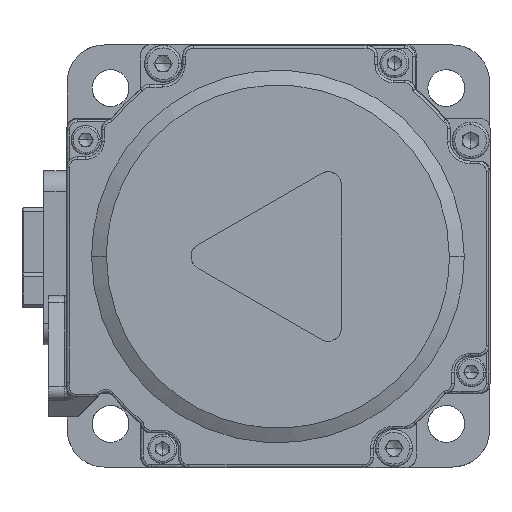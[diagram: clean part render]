
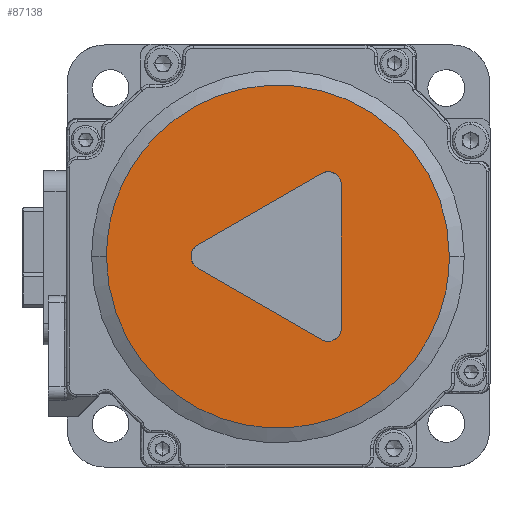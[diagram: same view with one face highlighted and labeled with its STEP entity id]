
A CAD part, left-side view. The second image highlights one B-rep face of the part: STEP entity #87138.
In plain terms, the highlighted free-form (B-spline) face has degree [1, 1] with [2, 2] control points.
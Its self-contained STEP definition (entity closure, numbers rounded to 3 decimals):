
#145 = FACE_OUTER_BOUND ( 'NONE', #23845, .T. ) ;
#1888 =( BOUNDED_CURVE ( )  B_SPLINE_CURVE ( 3, ( #103331, #15616, #111844, #77159, #111271, #33252, #60037 ),
 .UNSPECIFIED., .F., .F. ) 
 B_SPLINE_CURVE_WITH_KNOTS ( ( 4, 3, 4 ),
 ( -3.142, -1.571, 0. ),
 .UNSPECIFIED. ) 
 CURVE ( )  GEOMETRIC_REPRESENTATION_ITEM ( )  RATIONAL_B_SPLINE_CURVE ( ( 1., 0.805, 0.805, 1., 0.805, 0.805, 1. ) ) 
 REPRESENTATION_ITEM ( '' )  );
#5615 = VERTEX_POINT ( 'NONE', #93864 ) ;
#6672 = CARTESIAN_POINT ( 'NONE',  ( 0., 32.5, 0. ) ) ;
#6780 = ORIENTED_EDGE ( 'NONE', *, *, #22834, .F. ) ;
#8152 = CARTESIAN_POINT ( 'NONE',  ( 0., 32.89, -32.89 ) ) ;
#8353 = B_SPLINE_SURFACE_WITH_KNOTS ( 'NONE', 1, 1, ( 
 ( #86279, #34936 ),
 ( #58913, #8152 ) ),
 .UNSPECIFIED., .F., .F., .F.,
 ( 2, 2 ),
 ( 2, 2 ),
 ( 0., 1. ),
 ( 0., 1. ),
 .UNSPECIFIED. ) ;
#11077 = CARTESIAN_POINT ( 'NONE',  ( 0., -10.999, 16.07 ) ) ;
#13792 =( BOUNDED_CURVE ( )  B_SPLINE_CURVE ( 3, ( #30903, #82806, #73704, #13806 ),
 .UNSPECIFIED., .F., .F. ) 
 B_SPLINE_CURVE_WITH_KNOTS ( ( 4, 4 ),
 ( -3.142, 0. ),
 .UNSPECIFIED. ) 
 CURVE ( )  GEOMETRIC_REPRESENTATION_ITEM ( )  RATIONAL_B_SPLINE_CURVE ( ( 1., 0.333, 0.333, 1. ) ) 
 REPRESENTATION_ITEM ( '' )  );
#13806 = CARTESIAN_POINT ( 'NONE',  ( 0., 32.5, 0. ) ) ;
#13971 = CARTESIAN_POINT ( 'NONE',  ( 0., 15.219, 2.165 ) ) ;
#14958 = EDGE_CURVE ( 'NONE', #99904, #37867, #111394, .T. ) ;
#15319 = CARTESIAN_POINT ( 'NONE',  ( 0., -8.285, 15.735 ) ) ;
#15616 = CARTESIAN_POINT ( 'NONE',  ( 0., 32.5, 19.038 ) ) ;
#22834 = EDGE_CURVE ( 'NONE', #5615, #63458, #13792, .T. ) ;
#23845 = EDGE_LOOP ( 'NONE', ( #24407, #6780 ) ) ;
#24407 = ORIENTED_EDGE ( 'NONE', *, *, #97875, .F. ) ;
#25272 = ORIENTED_EDGE ( 'NONE', *, *, #82668, .F. ) ;
#27250 = EDGE_LOOP ( 'NONE', ( #68475, #32031, #65627, #35667, #93168, #43134, #25272 ) ) ;
#30275 = CARTESIAN_POINT ( 'NONE',  ( 0., -12.035, 13.57 ) ) ;
#30903 = CARTESIAN_POINT ( 'NONE',  ( 0., -32.5, 0. ) ) ;
#30951 = CARTESIAN_POINT ( 'NONE',  ( 0., -8.285, -15.735 ) ) ;
#31328 = CARTESIAN_POINT ( 'NONE',  ( 0., -8.285, 15.735 ) ) ;
#32031 = ORIENTED_EDGE ( 'NONE', *, *, #53591, .F. ) ;
#32396 = CARTESIAN_POINT ( 'NONE',  ( 0., -8.667, 15.956 ) ) ;
#32498 = EDGE_CURVE ( 'NONE', #74574, #99904, #63984, .T. ) ;
#33252 = CARTESIAN_POINT ( 'NONE',  ( 0., -32.5, 19.038 ) ) ;
#34936 = CARTESIAN_POINT ( 'NONE',  ( 0., 32.89, 32.89 ) ) ;
#35667 = ORIENTED_EDGE ( 'NONE', *, *, #14958, .F. ) ;
#36182 = CARTESIAN_POINT ( 'NONE',  ( 0., -9.535, 16.07 ) ) ;
#37867 = VERTEX_POINT ( 'NONE', #104713 ) ;
#38009 = CARTESIAN_POINT ( 'NONE',  ( 0., 17.094, -1.083 ) ) ;
#39306 = CARTESIAN_POINT ( 'NONE',  ( 0., -12.035, 13.57 ) ) ;
#43134 = ORIENTED_EDGE ( 'NONE', *, *, #90164, .F. ) ;
#43654 = CARTESIAN_POINT ( 'NONE',  ( 0., -9.535, 16.07 ) ) ;
#44865 = CARTESIAN_POINT ( 'NONE',  ( 0., -10.16, -16.817 ) ) ;
#49351 = VERTEX_POINT ( 'NONE', #30275 ) ;
#50387 = EDGE_CURVE ( 'NONE', #49351, #51765, #84275, .T. ) ;
#51765 = VERTEX_POINT ( 'NONE', #97805 ) ;
#53591 = EDGE_CURVE ( 'NONE', #53697, #49351, #74015, .T. ) ;
#53697 = VERTEX_POINT ( 'NONE', #104174 ) ;
#53854 = CARTESIAN_POINT ( 'NONE',  ( 0., -12.035, 15.034 ) ) ;
#54585 = CARTESIAN_POINT ( 'NONE',  ( 0., -8.285, 15.735 ) ) ;
#58913 = CARTESIAN_POINT ( 'NONE',  ( 0., -32.89, -32.89 ) ) ;
#60037 = CARTESIAN_POINT ( 'NONE',  ( 0., -32.5, 0. ) ) ;
#62315 = CARTESIAN_POINT ( 'NONE',  ( 0., 15.219, -2.165 ) ) ;
#63104 = CARTESIAN_POINT ( 'NONE',  ( 0., 15.219, 2.165 ) ) ;
#63458 = VERTEX_POINT ( 'NONE', #6672 ) ;
#63984 =( BOUNDED_CURVE ( )  B_SPLINE_CURVE ( 3, ( #63104, #88200, #38009, #64214 ),
 .UNSPECIFIED., .F., .F. ) 
 B_SPLINE_CURVE_WITH_KNOTS ( ( 4, 4 ),
 ( -2.094, 0. ),
 .UNSPECIFIED. ) 
 CURVE ( )  GEOMETRIC_REPRESENTATION_ITEM ( )  RATIONAL_B_SPLINE_CURVE ( ( 1., 0.667, 0.667, 1. ) ) 
 REPRESENTATION_ITEM ( '' )  );
#64214 = CARTESIAN_POINT ( 'NONE',  ( 0., 15.219, -2.165 ) ) ;
#65627 = ORIENTED_EDGE ( 'NONE', *, *, #76029, .F. ) ;
#66546 = B_SPLINE_CURVE_WITH_KNOTS ( 'NONE', 1,
 ( #54585, #108621 ),
 .UNSPECIFIED., .F., .F.,
 ( 2, 2 ),
 ( 0., 1. ),
 .UNSPECIFIED. ) ;
#66657 = CARTESIAN_POINT ( 'NONE',  ( 0., -12.035, -13.57 ) ) ;
#68475 = ORIENTED_EDGE ( 'NONE', *, *, #50387, .F. ) ;
#69319 = CARTESIAN_POINT ( 'NONE',  ( 0., -9.093, 16.07 ) ) ;
#72224 = CARTESIAN_POINT ( 'NONE',  ( 0., -8.285, -15.735 ) ) ;
#73704 = CARTESIAN_POINT ( 'NONE',  ( 0., 32.5, -65. ) ) ;
#74015 = B_SPLINE_CURVE_WITH_KNOTS ( 'NONE', 1,
 ( #66657, #39306 ),
 .UNSPECIFIED., .F., .F.,
 ( 2, 2 ),
 ( 0., 1. ),
 .UNSPECIFIED. ) ;
#74574 = VERTEX_POINT ( 'NONE', #13971 ) ;
#76029 = EDGE_CURVE ( 'NONE', #37867, #53697, #89778, .T. ) ;
#77159 = CARTESIAN_POINT ( 'NONE',  ( 0., 0., 32.5 ) ) ;
#82668 = EDGE_CURVE ( 'NONE', #51765, #112054, #83643, .T. ) ;
#82806 = CARTESIAN_POINT ( 'NONE',  ( 0., -32.5, -65. ) ) ;
#83643 =( BOUNDED_CURVE ( )  B_SPLINE_CURVE ( 3, ( #43654, #69319, #32396, #15319 ),
 .UNSPECIFIED., .F., .F. ) 
 B_SPLINE_CURVE_WITH_KNOTS ( ( 4, 4 ),
 ( -0.524, 0. ),
 .UNSPECIFIED. ) 
 CURVE ( )  GEOMETRIC_REPRESENTATION_ITEM ( )  RATIONAL_B_SPLINE_CURVE ( ( 1., 0.977, 0.977, 1. ) ) 
 REPRESENTATION_ITEM ( '' )  );
#84275 =( BOUNDED_CURVE ( )  B_SPLINE_CURVE ( 3, ( #96632, #53854, #11077, #36182 ),
 .UNSPECIFIED., .F., .F. ) 
 B_SPLINE_CURVE_WITH_KNOTS ( ( 4, 4 ),
 ( -1.571, 0. ),
 .UNSPECIFIED. ) 
 CURVE ( )  GEOMETRIC_REPRESENTATION_ITEM ( )  RATIONAL_B_SPLINE_CURVE ( ( 1., 0.805, 0.805, 1. ) ) 
 REPRESENTATION_ITEM ( '' )  );
#84550 = CARTESIAN_POINT ( 'NONE',  ( 0., 15.219, -2.165 ) ) ;
#86279 = CARTESIAN_POINT ( 'NONE',  ( 0., -32.89, 32.89 ) ) ;
#86835 = FACE_BOUND ( 'NONE', #27250, .T. ) ;
#87138 = ADVANCED_FACE ( 'NONE', ( #86835, #145 ), #8353, .F. ) ;
#88200 = CARTESIAN_POINT ( 'NONE',  ( 0., 17.094, 1.083 ) ) ;
#89778 =( BOUNDED_CURVE ( )  B_SPLINE_CURVE ( 3, ( #72224, #44865, #98426, #90985 ),
 .UNSPECIFIED., .F., .F. ) 
 B_SPLINE_CURVE_WITH_KNOTS ( ( 4, 4 ),
 ( -2.094, 0. ),
 .UNSPECIFIED. ) 
 CURVE ( )  GEOMETRIC_REPRESENTATION_ITEM ( )  RATIONAL_B_SPLINE_CURVE ( ( 1., 0.667, 0.667, 1. ) ) 
 REPRESENTATION_ITEM ( '' )  );
#90164 = EDGE_CURVE ( 'NONE', #112054, #74574, #66546, .T. ) ;
#90985 = CARTESIAN_POINT ( 'NONE',  ( 0., -12.035, -13.57 ) ) ;
#93168 = ORIENTED_EDGE ( 'NONE', *, *, #32498, .F. ) ;
#93864 = CARTESIAN_POINT ( 'NONE',  ( 0., -32.5, 0. ) ) ;
#96632 = CARTESIAN_POINT ( 'NONE',  ( 0., -12.035, 13.57 ) ) ;
#97805 = CARTESIAN_POINT ( 'NONE',  ( 0., -9.535, 16.07 ) ) ;
#97875 = EDGE_CURVE ( 'NONE', #63458, #5615, #1888, .T. ) ;
#98426 = CARTESIAN_POINT ( 'NONE',  ( 0., -12.035, -15.735 ) ) ;
#99904 = VERTEX_POINT ( 'NONE', #62315 ) ;
#103331 = CARTESIAN_POINT ( 'NONE',  ( 0., 32.5, 0. ) ) ;
#104174 = CARTESIAN_POINT ( 'NONE',  ( 0., -12.035, -13.57 ) ) ;
#104713 = CARTESIAN_POINT ( 'NONE',  ( 0., -8.285, -15.735 ) ) ;
#108621 = CARTESIAN_POINT ( 'NONE',  ( 0., 15.219, 2.165 ) ) ;
#111271 = CARTESIAN_POINT ( 'NONE',  ( 0., -19.038, 32.5 ) ) ;
#111394 = B_SPLINE_CURVE_WITH_KNOTS ( 'NONE', 1,
 ( #84550, #30951 ),
 .UNSPECIFIED., .F., .F.,
 ( 2, 2 ),
 ( 0., 1. ),
 .UNSPECIFIED. ) ;
#111844 = CARTESIAN_POINT ( 'NONE',  ( 0., 19.038, 32.5 ) ) ;
#112054 = VERTEX_POINT ( 'NONE', #31328 ) ;
